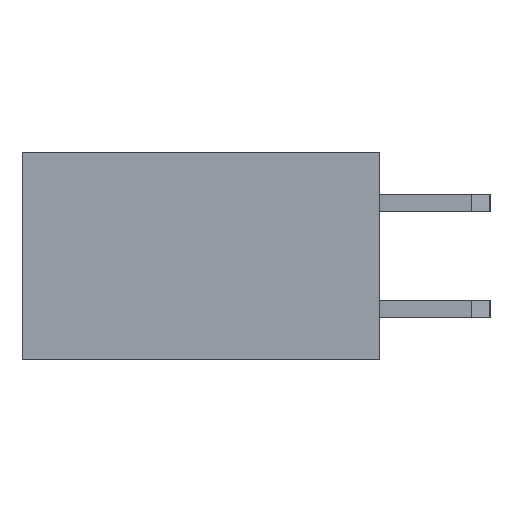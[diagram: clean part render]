
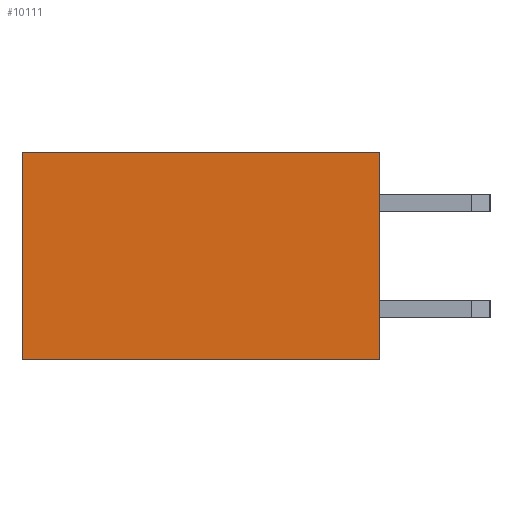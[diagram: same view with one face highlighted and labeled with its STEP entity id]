
A CAD part, left-side view. The second image highlights one B-rep face of the part: STEP entity #10111.
In plain terms, the highlighted planar face has unit normal (-1, 0, 0).
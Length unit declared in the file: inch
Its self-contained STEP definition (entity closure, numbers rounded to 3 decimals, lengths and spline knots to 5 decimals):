
#2271=ORIENTED_EDGE('',*,*,#4128,.T.);
#2272=ORIENTED_EDGE('',*,*,#3595,.F.);
#2273=ORIENTED_EDGE('',*,*,#4167,.F.);
#2274=ORIENTED_EDGE('',*,*,#3587,.T.);
#3587=EDGE_CURVE('',#4748,#4747,#5907,.T.);
#3595=EDGE_CURVE('',#4755,#4756,#5915,.T.);
#4128=EDGE_CURVE('',#4747,#4756,#6448,.T.);
#4167=EDGE_CURVE('',#4748,#4755,#6487,.T.);
#4747=VERTEX_POINT('',#14702);
#4748=VERTEX_POINT('',#14704);
#4755=VERTEX_POINT('',#14719);
#4756=VERTEX_POINT('',#14721);
#5907=LINE('',#14703,#7299);
#5915=LINE('',#14720,#7307);
#6448=LINE('',#15785,#7840);
#6487=LINE('',#15844,#7879);
#7299=VECTOR('',#12027,39.37008);
#7307=VECTOR('',#12037,39.37008);
#7840=VECTOR('',#12876,39.37008);
#7879=VECTOR('',#12955,39.37008);
#8403=EDGE_LOOP('',(#2271,#2272,#2273,#2274));
#9023=FACE_BOUND('',#8403,.T.);
#9605=PLANE('',#10644);
#10111=ADVANCED_FACE('',(#9023),#9605,.F.);
#10644=AXIS2_PLACEMENT_3D('',#15843,#12953,#12954);
#12027=DIRECTION('',(0.,-1.,0.));
#12037=DIRECTION('',(0.,-1.,0.));
#12876=DIRECTION('',(0.,0.,1.));
#12953=DIRECTION('',(1.,0.,0.));
#12954=DIRECTION('',(0.,0.,-1.));
#12955=DIRECTION('',(0.,0.,1.));
#14702=CARTESIAN_POINT('',(-0.96,0.,-0.0975));
#14703=CARTESIAN_POINT('',(-0.96,0.335,-0.0975));
#14704=CARTESIAN_POINT('',(-0.96,0.335,-0.0975));
#14719=CARTESIAN_POINT('',(-0.96,0.335,0.0975));
#14720=CARTESIAN_POINT('',(-0.96,0.335,0.0975));
#14721=CARTESIAN_POINT('',(-0.96,0.,0.0975));
#15785=CARTESIAN_POINT('',(-0.96,0.,-0.0975));
#15843=CARTESIAN_POINT('',(-0.96,0.335,-0.0975));
#15844=CARTESIAN_POINT('',(-0.96,0.335,-0.0975));
